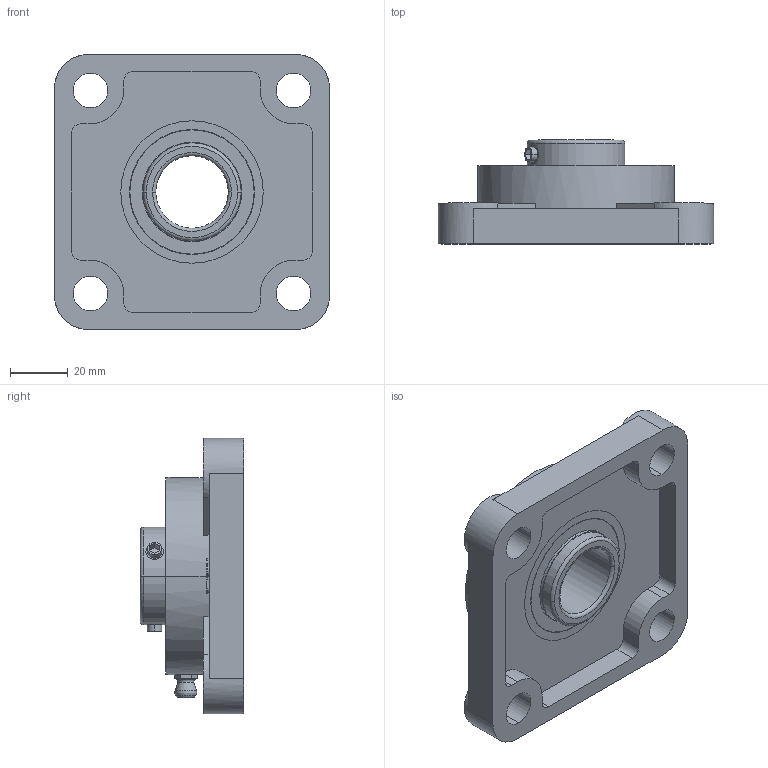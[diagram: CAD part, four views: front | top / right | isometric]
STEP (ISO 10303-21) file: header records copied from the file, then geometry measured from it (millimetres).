
FILE_DESCRIPTION((''),'2;1');
FILE_NAME('UCF205_ASM','2017-03-08T',('giuseppe.caruso'),(''),'CREO PARAMETRIC BY PTC INC, 2014500','CREO PARAMETRIC BY PTC INC, 2014500','');
FILE_SCHEMA(('CONFIG_CONTROL_DESIGN'));
Length unit declared in the file: millimetre
Products named in the file (4): F205; UC205; INGRASSATORE; UCF205_ASM
Assembly tree (3 placements, depth 2):
  UCF205_ASM
    F205
    UC205
    INGRASSATORE
Bounding box: 95 x 35.8 x 95 mm (x, y, z)
Volume: 101800.5 mm3; surface area: 53151 mm2
Topology: 20 solids, 23 shells, 865 faces, 2326 edges, 1520 vertices
Faces by surface type: plane 653, cylinder 112, bspline 38, cone 26, sphere 22, torus 14
Entity records: 28263 total; most frequent: CARTESIAN_POINT 6520, ORIENTED_EDGE 4560, DIRECTION 4292, EDGE_CURVE 2290, VECTOR 1748, LINE 1748, VERTEX_POINT 1520, AXIS2_PLACEMENT_3D 1272
